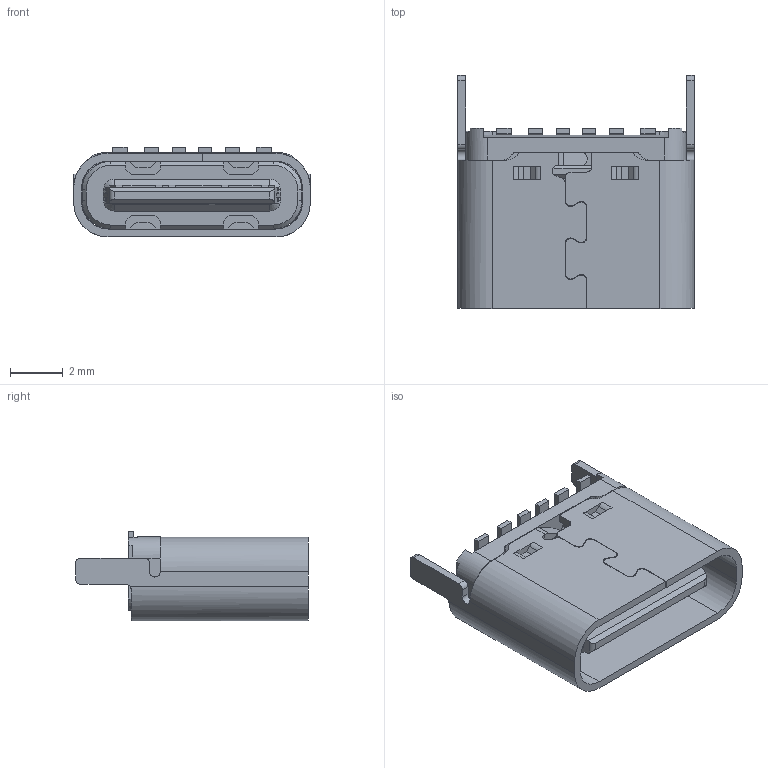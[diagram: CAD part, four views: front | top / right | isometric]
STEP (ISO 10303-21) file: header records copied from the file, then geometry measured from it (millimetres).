
FILE_DESCRIPTION (( 'STEP AP203' ), '1' );
FILE_NAME ('LCK-TCF306-LXXWL-G1.STEP', '2024-11-19T14:47:22', ( 'admin' ), ( '' ), 'SwSTEP 2.0', 'SolidWorks 2022', '' );
FILE_SCHEMA (( 'CONFIG_CONTROL_DESIGN' ));
Length unit declared in the file: millimetre
Products named in the file (1): LCK-TCF306-LXXWL-G1
Bounding box: 8.94 x 8.8 x 3.4 mm (x, y, z)
Volume: 95.3 mm3; surface area: 431.8 mm2
Topology: 1 solids, 1 shells, 456 faces, 1327 edges, 867 vertices
Faces by surface type: plane 320, cylinder 128, cone 8
Entity records: 15124 total; most frequent: CARTESIAN_POINT 2832, ORIENTED_EDGE 2648, DIRECTION 2469, EDGE_CURVE 1324, VECTOR 1013, LINE 1013, VERTEX_POINT 867, AXIS2_PLACEMENT_3D 728
